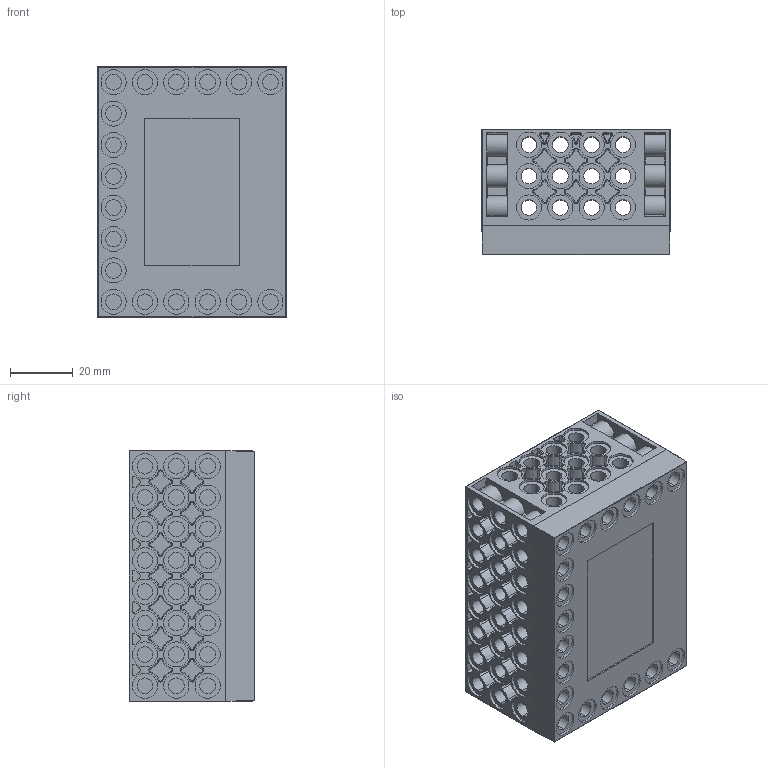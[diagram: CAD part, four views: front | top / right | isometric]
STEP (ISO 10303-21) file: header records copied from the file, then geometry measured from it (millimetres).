
FILE_DESCRIPTION (( 'STEP AP214' ), '1' );
FILE_NAME ('BAbeta_bottom.STEP', '2019-08-21T17:34:02', ( '' ), ( '' ), 'SwSTEP 2.0', 'SolidWorks 2019', '' );
FILE_SCHEMA (( 'AUTOMOTIVE_DESIGN' ));
Length unit declared in the file: millimetre
Products named in the file (1): BAbeta_bottom
Bounding box: 60 x 40 x 80 mm (x, y, z)
Volume: 53001.6 mm3; surface area: 46538.3 mm2
Topology: 1 solids, 24 shells, 1146 faces, 2714 edges, 1772 vertices
Faces by surface type: cylinder 484, plane 355, cone 253, sphere 20, torus 20, bspline 14
Entity records: 47516 total; most frequent: CARTESIAN_POINT 8024, DIRECTION 6264, ORIENTED_EDGE 5428, EDGE_CURVE 2714, AXIS2_PLACEMENT_3D 2540, VERTEX_POINT 1772, CIRCLE 1407, EDGE_LOOP 1388
